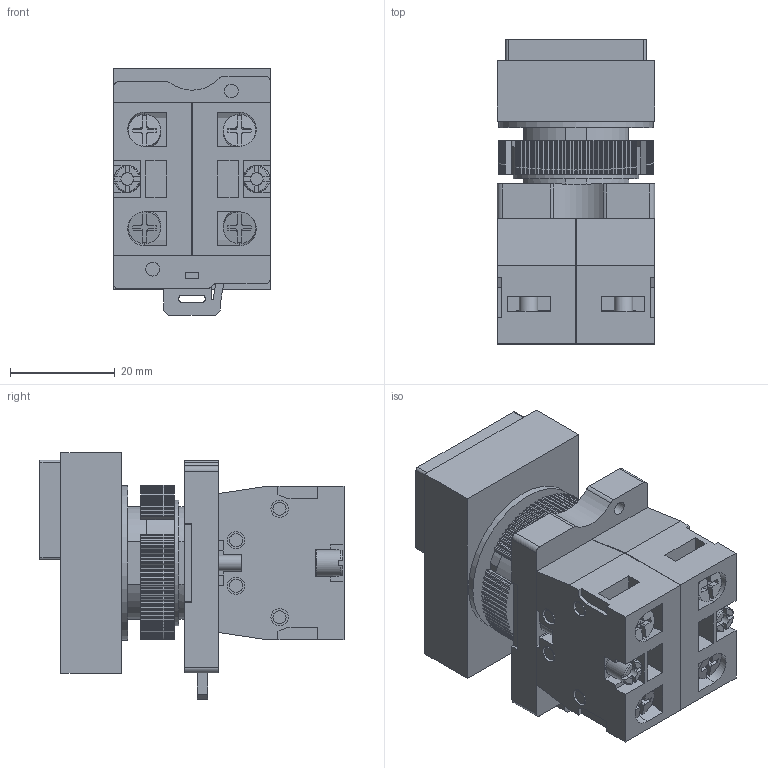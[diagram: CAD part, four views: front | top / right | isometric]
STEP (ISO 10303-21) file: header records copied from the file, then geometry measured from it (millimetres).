
FILE_DESCRIPTION(('STEP AP203'), '1');
FILE_NAME('MTB2-ELZ1584', '2024-09-11T14:43:10', (''), (''), 'C3D Converter', 'C3D Toolkit', '');
FILE_SCHEMA(('CONFIG_CONTROL_DESIGN'));
Length unit declared in the file: millimetre
Bounding box: 30 x 58 x 46.95 mm (x, y, z)
Volume: 45571.8 mm3; surface area: 21841.9 mm2
Topology: 1 solids, 1 shells, 839 faces, 2377 edges, 1576 vertices
Faces by surface type: plane 524, cylinder 299, torus 10, bspline 4, cone 2
Full cylindrical faces by diameter (mm): 2.4 x2, 2.5 x10, 2.6 x2, 3 x2, 3.3 x8, 3.5 x4, 5 x2, 6.2 x4, 10.7 x1, 14 x1, 24 x1, 29.5 x1
Entity records: 35566 total; most frequent: CARTESIAN_POINT 6576, ORIENTED_EDGE 4674, DIRECTION 4628, EDGE_CURVE 2337, LINE 1618, VECTOR 1618, VERTEX_POINT 1576, AXIS2_PLACEMENT_3D 1505
